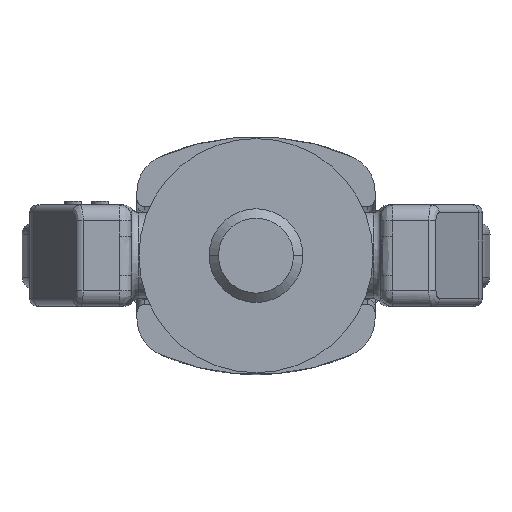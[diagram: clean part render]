
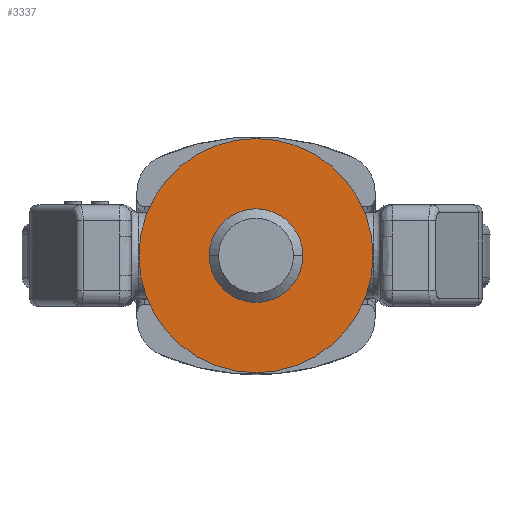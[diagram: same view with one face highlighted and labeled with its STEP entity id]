
A CAD part, front view. The second image highlights one B-rep face of the part: STEP entity #3337.
In plain terms, the highlighted planar face has unit normal (0, -1, 0).
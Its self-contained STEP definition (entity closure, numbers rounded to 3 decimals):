
#3110=CARTESIAN_POINT('',(0.,-5.25,0.));
#3111=DIRECTION('',(0.,1.,0.));
#3112=DIRECTION('',(1.,0.,0.));
#3113=AXIS2_PLACEMENT_3D('',#3110,#3111,#3112);
#3115=CARTESIAN_POINT('',(0.,-5.25,0.));
#3116=DIRECTION('',(0.,-1.,0.));
#3117=DIRECTION('',(1.,0.,0.));
#3118=AXIS2_PLACEMENT_3D('',#3115,#3116,#3117);
#3120=CARTESIAN_POINT('',(0.,-5.25,0.));
#3121=DIRECTION('',(0.,1.,0.));
#3122=DIRECTION('',(1.,0.,0.));
#3123=AXIS2_PLACEMENT_3D('',#3120,#3121,#3122);
#3125=CARTESIAN_POINT('',(0.,-5.25,0.));
#3126=DIRECTION('',(0.,-1.,0.));
#3127=DIRECTION('',(1.,0.,0.));
#3128=AXIS2_PLACEMENT_3D('',#3125,#3126,#3127);
#3130=CARTESIAN_POINT('',(15.,-5.25,0.));
#3132=VERTEX_POINT('',#3130);
#3143=CARTESIAN_POINT('',(6.,-5.25,0.));
#3145=VERTEX_POINT('',#3143);
#3146=CARTESIAN_POINT('',(-15.,-5.25,0.));
#3148=VERTEX_POINT('',#3146);
#3159=CARTESIAN_POINT('',(-6.,-5.25,0.));
#3161=VERTEX_POINT('',#3159);
#3324=CARTESIAN_POINT('',(0.,-5.25,0.));
#3325=DIRECTION('',(0.,-1.,0.));
#3326=DIRECTION('',(-1.,0.,0.));
#3327=AXIS2_PLACEMENT_3D('',#3324,#3325,#3326);
#3328=PLANE('',#3327);
#3329=ORIENTED_EDGE('',*,*,#3317,.F.);
#3330=ORIENTED_EDGE('',*,*,#3306,.T.);
#3331=EDGE_LOOP('',(#3329,#3330));
#3332=FACE_OUTER_BOUND('',#3331,.F.);
#3333=ORIENTED_EDGE('',*,*,#3169,.F.);
#3334=ORIENTED_EDGE('',*,*,#3187,.T.);
#3335=EDGE_LOOP('',(#3333,#3334));
#3336=FACE_BOUND('',#3335,.F.);
#3337=ADVANCED_FACE('',(#3332,#3336),#3328,.T.);
#3114=CIRCLE('',#3113,15.);
#3119=CIRCLE('',#3118,15.);
#3124=CIRCLE('',#3123,6.);
#3129=CIRCLE('',#3128,6.);
#3169=EDGE_CURVE('',#3145,#3161,#3124,.T.);
#3187=EDGE_CURVE('',#3145,#3161,#3129,.T.);
#3306=EDGE_CURVE('',#3132,#3148,#3114,.T.);
#3317=EDGE_CURVE('',#3132,#3148,#3119,.T.);
